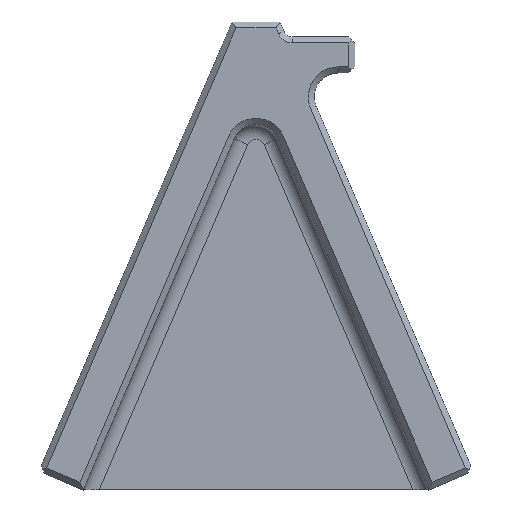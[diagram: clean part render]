
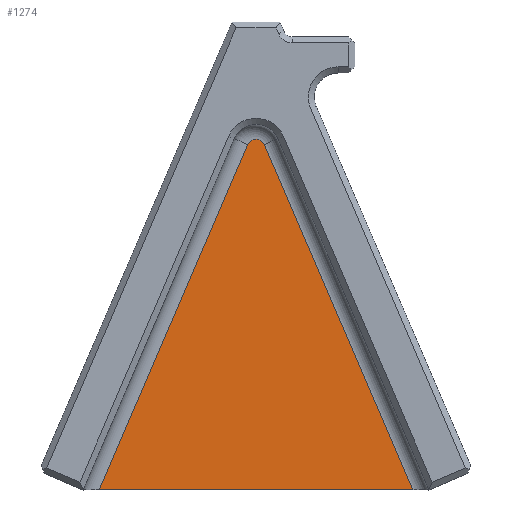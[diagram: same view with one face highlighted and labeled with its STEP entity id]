
A CAD part, top view. The second image highlights one B-rep face of the part: STEP entity #1274.
In plain terms, the highlighted planar face has unit normal (0, 0, 1).
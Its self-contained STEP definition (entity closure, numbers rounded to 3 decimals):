
#70 = VECTOR ( 'NONE', #1381, 1000. ) ;
#96 = EDGE_CURVE ( 'NONE', #165, #1923, #1500, .T. ) ;
#118 = CARTESIAN_POINT ( 'NONE',  ( -8.873, -40.926, 9.5 ) ) ;
#165 = VERTEX_POINT ( 'NONE', #246 ) ;
#173 = DIRECTION ( 'NONE',  ( 0., 0., 1. ) ) ;
#234 = VERTEX_POINT ( 'NONE', #1782 ) ;
#246 = CARTESIAN_POINT ( 'NONE',  ( -3.361, -40.926, 9.5 ) ) ;
#310 = EDGE_CURVE ( 'NONE', #234, #455, #743, .T. ) ;
#344 = DIRECTION ( 'NONE',  ( 1., 0., 0. ) ) ;
#394 = CARTESIAN_POINT ( 'NONE',  ( -17.688, -7.606, 9.5 ) ) ;
#455 = VERTEX_POINT ( 'NONE', #1279 ) ;
#553 = LINE ( 'NONE', #394, #1604 ) ;
#581 = EDGE_CURVE ( 'NONE', #1923, #234, #981, .T. ) ;
#679 = ORIENTED_EDGE ( 'NONE', *, *, #310, .T. ) ;
#696 = EDGE_CURVE ( 'NONE', #455, #165, #553, .T. ) ;
#738 = VECTOR ( 'NONE', #1134, 1000. ) ;
#743 = LINE ( 'NONE', #1823, #70 ) ;
#807 = DIRECTION ( 'NONE',  ( 1., 0., 0. ) ) ;
#880 = DIRECTION ( 'NONE',  ( -0.395, 0.919, 0. ) ) ;
#963 = PLANE ( 'NONE',  #1574 ) ;
#981 = LINE ( 'NONE', #1971, #738 ) ;
#1134 = DIRECTION ( 'NONE',  ( -0.395, -0.919, 0. ) ) ;
#1243 = ORIENTED_EDGE ( 'NONE', *, *, #696, .T. ) ;
#1274 = ADVANCED_FACE ( 'NONE', ( #1750 ), #963, .T. ) ;
#1279 = CARTESIAN_POINT ( 'NONE',  ( 46.242, -156.281, 9.5 ) ) ;
#1299 = AXIS2_PLACEMENT_3D ( 'NONE', #1469, #1916, #344 ) ;
#1381 = DIRECTION ( 'NONE',  ( 1., 0., 0. ) ) ;
#1469 = CARTESIAN_POINT ( 'NONE',  ( -6.117, -42.111, 9.5 ) ) ;
#1500 = CIRCLE ( 'NONE', #1299, 3. ) ;
#1574 = AXIS2_PLACEMENT_3D ( 'NONE', #1600, #173, #807 ) ;
#1600 = CARTESIAN_POINT ( 'NONE',  ( 0., 0., 9.5 ) ) ;
#1604 = VECTOR ( 'NONE', #880, 1000. ) ;
#1750 = FACE_OUTER_BOUND ( 'NONE', #1786, .T. ) ;
#1782 = CARTESIAN_POINT ( 'NONE',  ( -58.475, -156.281, 9.5 ) ) ;
#1786 = EDGE_LOOP ( 'NONE', ( #679, #1243, #2040, #1934 ) ) ;
#1823 = CARTESIAN_POINT ( 'NONE',  ( 0., -156.281, 9.5 ) ) ;
#1916 = DIRECTION ( 'NONE',  ( 0., 0., 1. ) ) ;
#1923 = VERTEX_POINT ( 'NONE', #118 ) ;
#1934 = ORIENTED_EDGE ( 'NONE', *, *, #581, .T. ) ;
#1971 = CARTESIAN_POINT ( 'NONE',  ( -59.325, -158.256, 9.5 ) ) ;
#2040 = ORIENTED_EDGE ( 'NONE', *, *, #96, .T. ) ;
